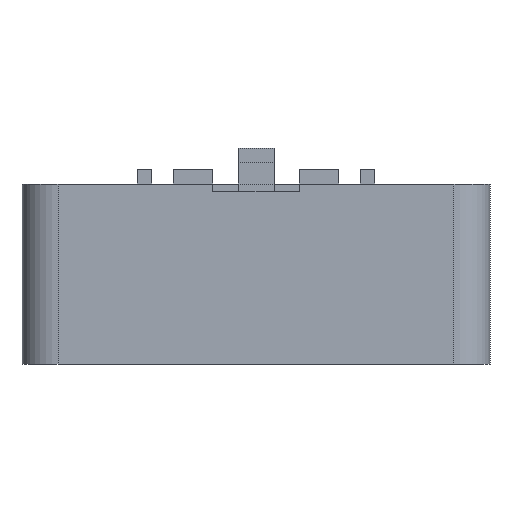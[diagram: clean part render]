
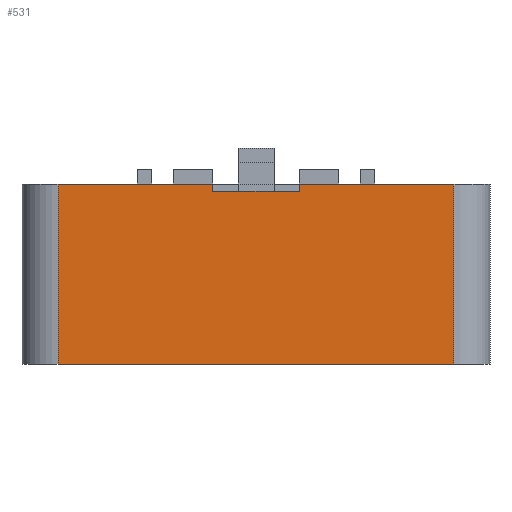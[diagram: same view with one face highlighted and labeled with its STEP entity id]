
A CAD part, left-side view. The second image highlights one B-rep face of the part: STEP entity #531.
In plain terms, the highlighted planar face has unit normal (-1, 0, 0).
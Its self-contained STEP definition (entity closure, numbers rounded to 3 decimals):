
#62 = VERTEX_POINT('',#63);
#63 = CARTESIAN_POINT('',(-57.5,-6.,25.));
#87 = VERTEX_POINT('',#88);
#88 = CARTESIAN_POINT('',(-57.5,-6.,24.));
#94 = EDGE_CURVE('',#62,#87,#95,.T.);
#95 = LINE('',#96,#97);
#96 = CARTESIAN_POINT('',(-57.5,-6.,25.));
#97 = VECTOR('',#98,1.);
#98 = DIRECTION('',(0.,0.,-1.));
#165 = EDGE_CURVE('',#62,#166,#168,.T.);
#166 = VERTEX_POINT('',#167);
#167 = CARTESIAN_POINT('',(-57.5,-27.5,25.));
#168 = LINE('',#169,#170);
#169 = CARTESIAN_POINT('',(-57.5,32.5,25.));
#170 = VECTOR('',#171,1.);
#171 = DIRECTION('',(0.,-1.,0.));
#225 = VERTEX_POINT('',#226);
#226 = CARTESIAN_POINT('',(-57.5,27.5,25.));
#233 = EDGE_CURVE('',#225,#234,#236,.T.);
#234 = VERTEX_POINT('',#235);
#235 = CARTESIAN_POINT('',(-57.5,6.,25.));
#236 = LINE('',#237,#238);
#237 = CARTESIAN_POINT('',(-57.5,32.5,25.));
#238 = VECTOR('',#239,1.);
#239 = DIRECTION('',(0.,-1.,0.));
#512 = EDGE_CURVE('',#87,#513,#515,.T.);
#513 = VERTEX_POINT('',#514);
#514 = CARTESIAN_POINT('',(-57.5,6.,24.));
#515 = LINE('',#516,#517);
#516 = CARTESIAN_POINT('',(-57.5,-6.,24.));
#517 = VECTOR('',#518,1.);
#518 = DIRECTION('',(0.,1.,0.));
#531 = ADVANCED_FACE('',(#532),#566,.F.);
#532 = FACE_BOUND('',#533,.F.);
#533 = EDGE_LOOP('',(#534,#544,#550,#551,#557,#558,#559,#560));
#534 = ORIENTED_EDGE('',*,*,#535,.F.);
#535 = EDGE_CURVE('',#536,#538,#540,.T.);
#536 = VERTEX_POINT('',#537);
#537 = CARTESIAN_POINT('',(-57.5,27.5,0.));
#538 = VERTEX_POINT('',#539);
#539 = CARTESIAN_POINT('',(-57.5,-27.5,0.));
#540 = LINE('',#541,#542);
#541 = CARTESIAN_POINT('',(-57.5,32.5,0.));
#542 = VECTOR('',#543,1.);
#543 = DIRECTION('',(0.,-1.,0.));
#544 = ORIENTED_EDGE('',*,*,#545,.T.);
#545 = EDGE_CURVE('',#536,#225,#546,.T.);
#546 = LINE('',#547,#548);
#547 = CARTESIAN_POINT('',(-57.5,27.5,0.));
#548 = VECTOR('',#549,1.);
#549 = DIRECTION('',(0.,0.,1.));
#550 = ORIENTED_EDGE('',*,*,#233,.T.);
#551 = ORIENTED_EDGE('',*,*,#552,.F.);
#552 = EDGE_CURVE('',#513,#234,#553,.T.);
#553 = LINE('',#554,#555);
#554 = CARTESIAN_POINT('',(-57.5,6.,24.));
#555 = VECTOR('',#556,1.);
#556 = DIRECTION('',(0.,0.,1.));
#557 = ORIENTED_EDGE('',*,*,#512,.F.);
#558 = ORIENTED_EDGE('',*,*,#94,.F.);
#559 = ORIENTED_EDGE('',*,*,#165,.T.);
#560 = ORIENTED_EDGE('',*,*,#561,.F.);
#561 = EDGE_CURVE('',#538,#166,#562,.T.);
#562 = LINE('',#563,#564);
#563 = CARTESIAN_POINT('',(-57.5,-27.5,0.));
#564 = VECTOR('',#565,1.);
#565 = DIRECTION('',(0.,0.,1.));
#566 = PLANE('',#567);
#567 = AXIS2_PLACEMENT_3D('',#568,#569,#570);
#568 = CARTESIAN_POINT('',(-57.5,32.5,0.));
#569 = DIRECTION('',(1.,0.,0.));
#570 = DIRECTION('',(0.,-1.,0.));
